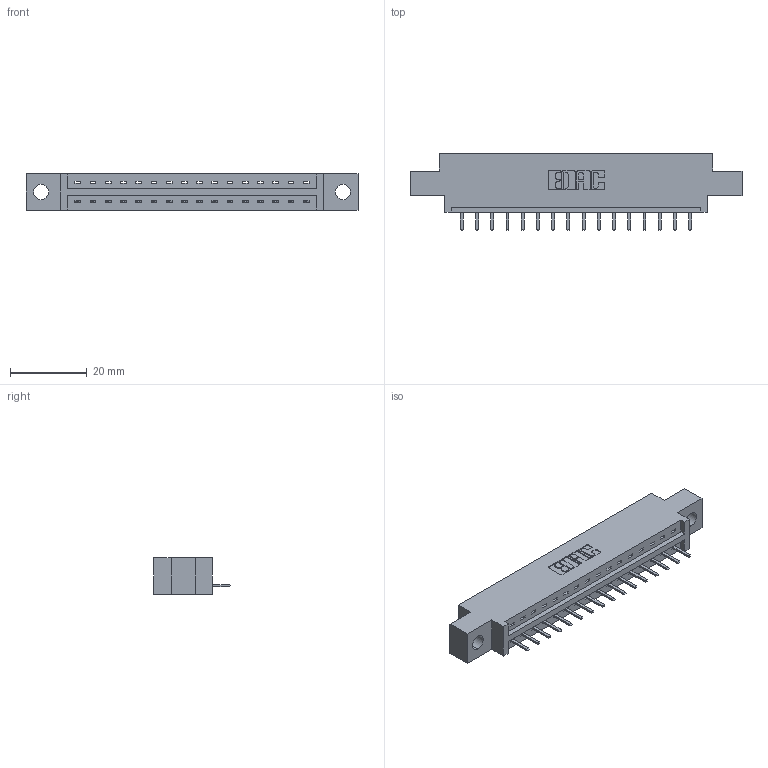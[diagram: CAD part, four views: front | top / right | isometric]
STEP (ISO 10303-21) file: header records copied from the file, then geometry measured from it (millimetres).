
FILE_DESCRIPTION (( 'STEP AP203' ), '1' );
FILE_NAME ('337-016-520-604.STEP', '2018-08-04T18:08:29', ( '' ), ( '' ), 'SwSTEP 2.0', 'SolidWorks 2016', '' );
FILE_SCHEMA (( 'CONFIG_CONTROL_DESIGN' ));
Length unit declared in the file: inch
Products named in the file (3): 337 Part_0.170 Offset - 0.156 Dia-TH; 345-292-001_345-293-120; 337-016-520-604
Assembly tree (17 placements, depth 2):
  337-016-520-604
    337 Part_0.170 Offset - 0.156 Dia-TH
    345-292-001_345-293-120  x16
Bounding box: 86.41 x 20.02 x 9.4 mm (x, y, z)
Volume: 8404.2 mm3; surface area: 8266.2 mm2
Topology: 17 solids, 17 shells, 1174 faces, 3459 edges, 2262 vertices
Faces by surface type: plane 842, cylinder 332
Entity records: 15505 total; most frequent: CARTESIAN_POINT 2718, ORIENTED_EDGE 2658, DIRECTION 2329, EDGE_CURVE 1329, VECTOR 1197, LINE 1197, VERTEX_POINT 882, AXIS2_PLACEMENT_3D 566
